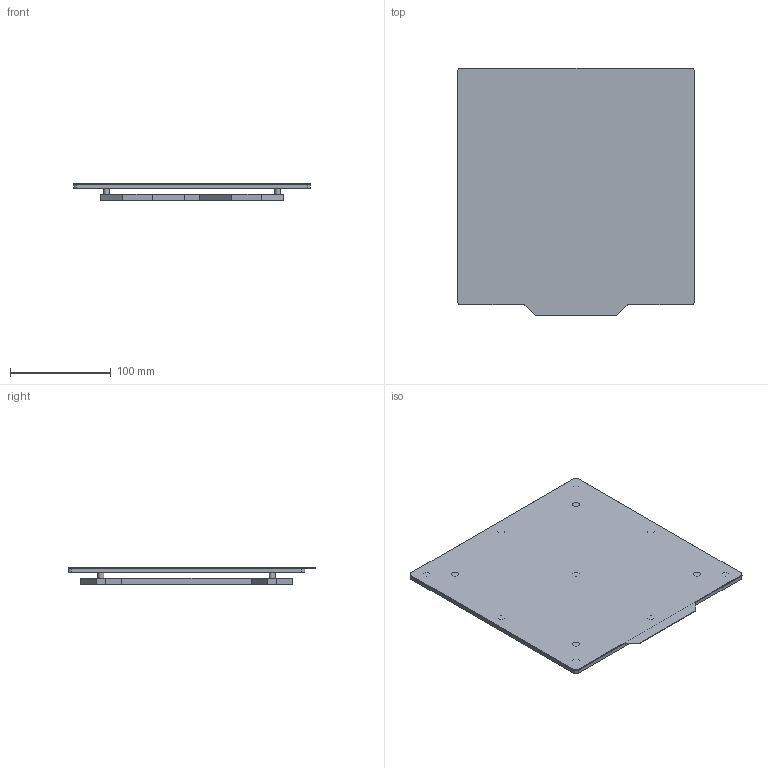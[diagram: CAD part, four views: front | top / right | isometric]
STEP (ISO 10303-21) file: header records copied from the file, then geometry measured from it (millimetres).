
FILE_DESCRIPTION(/* description */ (''),/* implementation_level */ '2;1');
FILE_NAME(/* name */ 'ender_3_bed.step',/* time_stamp */ '2025-04-23T20:32:19-05:00',/* author */ (''),/* organization */ (''),/* preprocessor_version */ 'ST-DEVELOPER v20.1',/* originating_system */ 'Autodesk Translation Framework v14.4.0.0',/* authorisation */ '');
FILE_SCHEMA (('AUTOMOTIVE_DESIGN { 1 0 10303 214 3 1 1 }'));
Length unit declared in the file: millimetre
Products named in the file (4): Ender 3 bed; 350mm bed; Y carriage v3; build plate - stock
Assembly tree (3 placements, depth 3):
  Ender 3 bed
    350mm bed
      Y carriage v3
    build plate - stock
Bounding box: 235 x 246 x 16.62 mm (x, y, z)
Volume: 361511.2 mm3; surface area: 385817.4 mm2
Topology: 8 solids, 8 shells, 161 faces, 431 edges, 286 vertices
Faces by surface type: plane 108, cylinder 40, cone 13
Full cylindrical faces by diameter (mm): 4 x8, 4.05 x4, 5 x4, 6 x4, 7 x4
Entity records: 5210 total; most frequent: CARTESIAN_POINT 876, DIRECTION 851, ORIENTED_EDGE 844, EDGE_CURVE 422, LINE 329, VECTOR 329, VERTEX_POINT 286, AXIS2_PLACEMENT_3D 261
